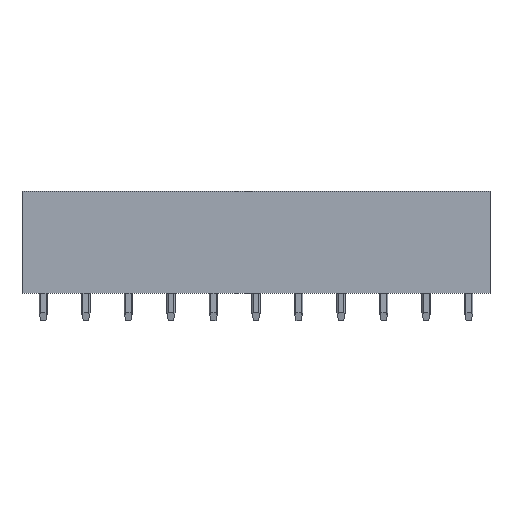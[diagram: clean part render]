
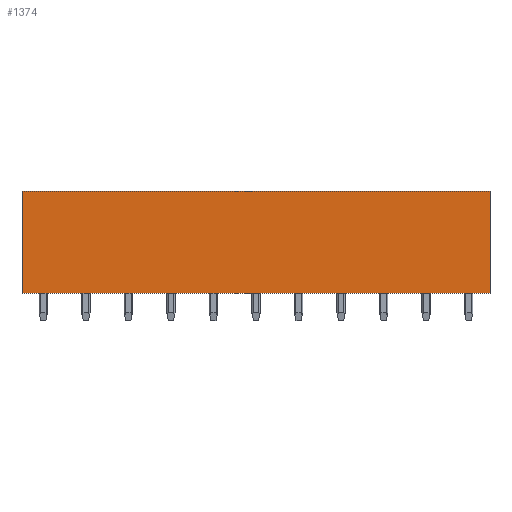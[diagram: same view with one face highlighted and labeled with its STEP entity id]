
A CAD part, front view. The second image highlights one B-rep face of the part: STEP entity #1374.
In plain terms, the highlighted planar face has unit normal (0, -1, 0).
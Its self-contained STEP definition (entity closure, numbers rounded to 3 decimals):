
#1354=AXIS2_PLACEMENT_3D('Plane Axis2P3D',#1351,#1352,#1353) ;
#952=CARTESIAN_POINT('Vertex',(55.,0.,15.2)) ;
#955=CARTESIAN_POINT('Line Origine',(55.,0.,9.2)) ;
#959=CARTESIAN_POINT('Vertex',(55.,0.,3.2)) ;
#1336=CARTESIAN_POINT('Vertex',(0.,0.,15.2)) ;
#1339=CARTESIAN_POINT('Line Origine',(27.5,0.,15.2)) ;
#1351=CARTESIAN_POINT('Axis2P3D Location',(0.,0.,3.2)) ;
#1356=CARTESIAN_POINT('Line Origine',(0.,0.,9.2)) ;
#1360=CARTESIAN_POINT('Vertex',(0.,0.,3.2)) ;
#1363=CARTESIAN_POINT('Line Origine',(27.5,0.,3.2)) ;
#956=DIRECTION('Vector Direction',(0.,0.,1.)) ;
#1340=DIRECTION('Vector Direction',(1.,0.,0.)) ;
#1352=DIRECTION('Axis2P3D Direction',(0.,1.,0.)) ;
#1353=DIRECTION('Axis2P3D XDirection',(0.,0.,1.)) ;
#1357=DIRECTION('Vector Direction',(0.,0.,1.)) ;
#1364=DIRECTION('Vector Direction',(1.,0.,0.)) ;
#957=VECTOR('Line Direction',#956,1.) ;
#1341=VECTOR('Line Direction',#1340,1.) ;
#1358=VECTOR('Line Direction',#1357,1.) ;
#1365=VECTOR('Line Direction',#1364,1.) ;
#1369=ORIENTED_EDGE('',*,*,#961,.T.) ;
#1370=ORIENTED_EDGE('',*,*,#1343,.F.) ;
#1371=ORIENTED_EDGE('',*,*,#1362,.F.) ;
#1372=ORIENTED_EDGE('',*,*,#1367,.T.) ;
#1374=ADVANCED_FACE('Housing',(#1373),#1355,.F.) ;
#961=EDGE_CURVE('',#960,#953,#958,.T.) ;
#1343=EDGE_CURVE('',#1337,#953,#1342,.T.) ;
#1362=EDGE_CURVE('',#1361,#1337,#1359,.T.) ;
#1367=EDGE_CURVE('',#1361,#960,#1366,.T.) ;
#1368=EDGE_LOOP('',(#1369,#1370,#1371,#1372)) ;
#1373=FACE_OUTER_BOUND('',#1368,.T.) ;
#958=LINE('Line',#955,#957) ;
#1342=LINE('Line',#1339,#1341) ;
#1359=LINE('Line',#1356,#1358) ;
#1366=LINE('Line',#1363,#1365) ;
#1355=PLANE('',#1354) ;
#953=VERTEX_POINT('',#952) ;
#960=VERTEX_POINT('',#959) ;
#1337=VERTEX_POINT('',#1336) ;
#1361=VERTEX_POINT('',#1360) ;
